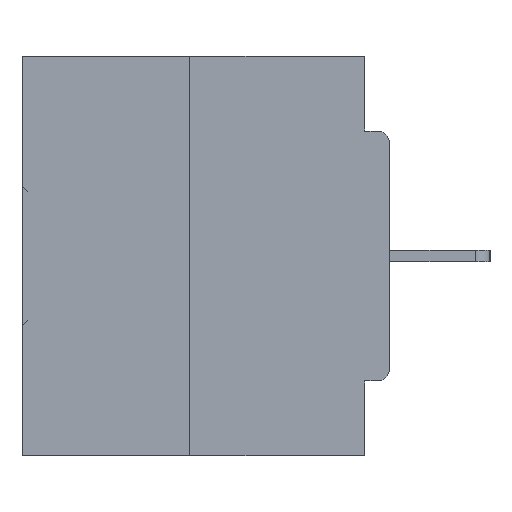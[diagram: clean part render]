
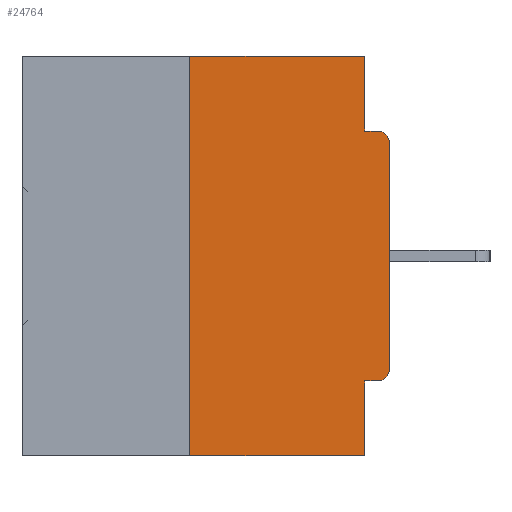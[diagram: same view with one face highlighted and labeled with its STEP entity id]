
A CAD part, left-side view. The second image highlights one B-rep face of the part: STEP entity #24764.
In plain terms, the highlighted planar face has unit normal (-1, 0, 0).
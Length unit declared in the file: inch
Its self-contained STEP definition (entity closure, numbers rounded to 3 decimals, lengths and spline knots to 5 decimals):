
#584 = PLANE ( 'NONE',  #29480 ) ;
#924 = ORIENTED_EDGE ( 'NONE', *, *, #37408, .T. ) ;
#2557 = CARTESIAN_POINT ( 'NONE',  ( 0., 0.015, -0.1085 ) ) ;
#2922 = ORIENTED_EDGE ( 'NONE', *, *, #22936, .F. ) ;
#3905 = VECTOR ( 'NONE', #19659, 39.37008 ) ;
#4132 = VECTOR ( 'NONE', #10045, 39.37008 ) ;
#4300 = CARTESIAN_POINT ( 'NONE',  ( 0., 0.031, 0. ) ) ;
#4594 = VECTOR ( 'NONE', #20363, 39.37008 ) ;
#5431 = LINE ( 'NONE', #17474, #31235 ) ;
#5796 = CARTESIAN_POINT ( 'NONE',  ( 0., 0.015, -0.0935 ) ) ;
#6269 = EDGE_CURVE ( 'NONE', #37139, #8192, #5431, .T. ) ;
#6632 = CIRCLE ( 'NONE', #19028, 0.015 ) ;
#8009 = LINE ( 'NONE', #11283, #21641 ) ;
#8192 = VERTEX_POINT ( 'NONE', #10286 ) ;
#8270 = EDGE_CURVE ( 'NONE', #31207, #19212, #8009, .T. ) ;
#9934 = LINE ( 'NONE', #22371, #27629 ) ;
#9984 = DIRECTION ( 'NONE',  ( 1., 0., 0. ) ) ;
#10045 = DIRECTION ( 'NONE',  ( 0., 0., -1. ) ) ;
#10286 = CARTESIAN_POINT ( 'NONE',  ( 0., 0.25, 0. ) ) ;
#11283 = CARTESIAN_POINT ( 'NONE',  ( 0., 0., -0.0935 ) ) ;
#11682 = VERTEX_POINT ( 'NONE', #23577 ) ;
#11710 = ORIENTED_EDGE ( 'NONE', *, *, #26371, .F. ) ;
#11973 = LINE ( 'NONE', #40123, #12383 ) ;
#12383 = VECTOR ( 'NONE', #24404, 39.37008 ) ;
#13506 = ORIENTED_EDGE ( 'NONE', *, *, #8270, .F. ) ;
#13742 = ORIENTED_EDGE ( 'NONE', *, *, #6269, .F. ) ;
#13978 = ORIENTED_EDGE ( 'NONE', *, *, #21759, .T. ) ;
#14676 = DIRECTION ( 'NONE',  ( -1., 0., 0. ) ) ;
#15083 = DIRECTION ( 'NONE',  ( 0., 0., -1. ) ) ;
#15670 = AXIS2_PLACEMENT_3D ( 'NONE', #33640, #14676, #15083 ) ;
#16080 = FACE_OUTER_BOUND ( 'NONE', #19523, .T. ) ;
#17474 = CARTESIAN_POINT ( 'NONE',  ( 0., 0.25, 0. ) ) ;
#19028 = AXIS2_PLACEMENT_3D ( 'NONE', #2557, #36635, #21339 ) ;
#19212 = VERTEX_POINT ( 'NONE', #5796 ) ;
#19332 = CARTESIAN_POINT ( 'NONE',  ( 0., 0., -0.3915 ) ) ;
#19424 = LINE ( 'NONE', #4300, #4132 ) ;
#19523 = EDGE_LOOP ( 'NONE', ( #24540, #13742, #13978, #11710, #2922, #36600, #31495, #924, #13506, #19932 ) ) ;
#19659 = DIRECTION ( 'NONE',  ( 0., 0., 1. ) ) ;
#19932 = ORIENTED_EDGE ( 'NONE', *, *, #26779, .F. ) ;
#20363 = DIRECTION ( 'NONE',  ( 0., 1., 0. ) ) ;
#21339 = DIRECTION ( 'NONE',  ( 0., 0., -1. ) ) ;
#21641 = VECTOR ( 'NONE', #23720, 39.37008 ) ;
#21759 = EDGE_CURVE ( 'NONE', #37139, #11682, #11973, .T. ) ;
#22211 = VERTEX_POINT ( 'NONE', #37363 ) ;
#22317 = CARTESIAN_POINT ( 'NONE',  ( 0., 0.031, -0.0935 ) ) ;
#22371 = CARTESIAN_POINT ( 'NONE',  ( 0., 0.031, -0.5 ) ) ;
#22386 = VERTEX_POINT ( 'NONE', #28781 ) ;
#22419 = DIRECTION ( 'NONE',  ( 0., 0., -1. ) ) ;
#22496 = EDGE_CURVE ( 'NONE', #36978, #29061, #24781, .T. ) ;
#22936 = EDGE_CURVE ( 'NONE', #36978, #29533, #23414, .T. ) ;
#23414 = LINE ( 'NONE', #39328, #4594 ) ;
#23577 = CARTESIAN_POINT ( 'NONE',  ( 0., 0.031, -0.5 ) ) ;
#23720 = DIRECTION ( 'NONE',  ( 0., -1., 0. ) ) ;
#24404 = DIRECTION ( 'NONE',  ( 0., -1., 0. ) ) ;
#24540 = ORIENTED_EDGE ( 'NONE', *, *, #37308, .F. ) ;
#24764 = ADVANCED_FACE ( 'NONE', ( #16080 ), #584, .F. ) ;
#24781 = CIRCLE ( 'NONE', #15670, 0.015 ) ;
#24835 = VECTOR ( 'NONE', #30097, 39.37008 ) ;
#26371 = EDGE_CURVE ( 'NONE', #29533, #11682, #9934, .T. ) ;
#26779 = EDGE_CURVE ( 'NONE', #22211, #31207, #19424, .T. ) ;
#27066 = DIRECTION ( 'NONE',  ( 0., 0., 1. ) ) ;
#27629 = VECTOR ( 'NONE', #34795, 39.37008 ) ;
#28053 = CARTESIAN_POINT ( 'NONE',  ( 0., 0.031, -0.4065 ) ) ;
#28781 = CARTESIAN_POINT ( 'NONE',  ( 0., 0., -0.1085 ) ) ;
#29061 = VERTEX_POINT ( 'NONE', #19332 ) ;
#29297 = LINE ( 'NONE', #35423, #24835 ) ;
#29480 = AXIS2_PLACEMENT_3D ( 'NONE', #37920, #9984, #22419 ) ;
#29533 = VERTEX_POINT ( 'NONE', #28053 ) ;
#30097 = DIRECTION ( 'NONE',  ( 0., -1., 0. ) ) ;
#31207 = VERTEX_POINT ( 'NONE', #22317 ) ;
#31235 = VECTOR ( 'NONE', #27066, 39.37008 ) ;
#31495 = ORIENTED_EDGE ( 'NONE', *, *, #33948, .T. ) ;
#33640 = CARTESIAN_POINT ( 'NONE',  ( 0., 0.015, -0.3915 ) ) ;
#33948 = EDGE_CURVE ( 'NONE', #29061, #22386, #35138, .T. ) ;
#34795 = DIRECTION ( 'NONE',  ( 0., 0., -1. ) ) ;
#35138 = LINE ( 'NONE', #38413, #3905 ) ;
#35423 = CARTESIAN_POINT ( 'NONE',  ( 0., 0.46, 0. ) ) ;
#36600 = ORIENTED_EDGE ( 'NONE', *, *, #22496, .T. ) ;
#36635 = DIRECTION ( 'NONE',  ( -1., 0., 0. ) ) ;
#36978 = VERTEX_POINT ( 'NONE', #39352 ) ;
#37139 = VERTEX_POINT ( 'NONE', #38094 ) ;
#37308 = EDGE_CURVE ( 'NONE', #8192, #22211, #29297, .T. ) ;
#37363 = CARTESIAN_POINT ( 'NONE',  ( 0., 0.031, 0. ) ) ;
#37408 = EDGE_CURVE ( 'NONE', #22386, #19212, #6632, .T. ) ;
#37920 = CARTESIAN_POINT ( 'NONE',  ( 0., 0.46, 0. ) ) ;
#38094 = CARTESIAN_POINT ( 'NONE',  ( 0., 0.25, -0.5 ) ) ;
#38413 = CARTESIAN_POINT ( 'NONE',  ( 0., 0., 0. ) ) ;
#39328 = CARTESIAN_POINT ( 'NONE',  ( 0., 0., -0.4065 ) ) ;
#39352 = CARTESIAN_POINT ( 'NONE',  ( 0., 0.015, -0.4065 ) ) ;
#40123 = CARTESIAN_POINT ( 'NONE',  ( 0., 0.46, -0.5 ) ) ;
